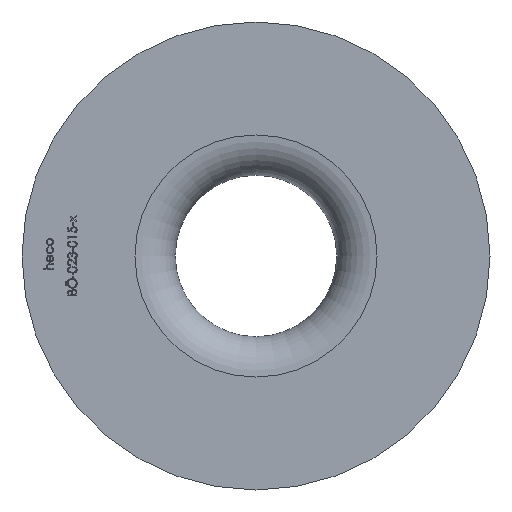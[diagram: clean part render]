
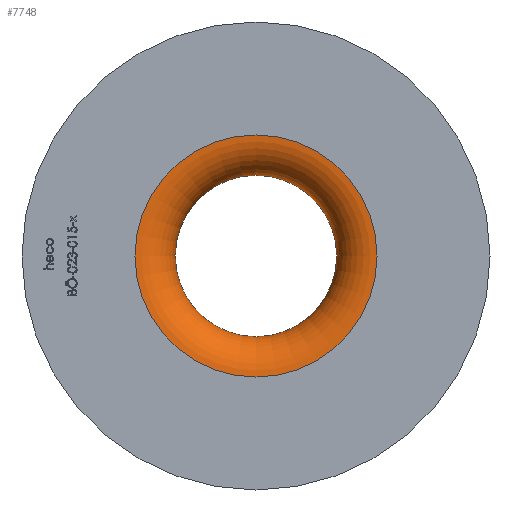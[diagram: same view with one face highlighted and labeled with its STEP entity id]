
A CAD part, left-side view. The second image highlights one B-rep face of the part: STEP entity #7748.
In plain terms, the highlighted toroidal (fillet/blend) face has major radius 15 mm and minor radius 5 mm.
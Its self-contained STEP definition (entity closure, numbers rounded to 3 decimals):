
#1 = DIRECTION ( 'NONE',  ( -1., 0., 0. ) ) ;
#225 = FACE_OUTER_BOUND ( 'NONE', #937, .T. ) ;
#610 = DIRECTION ( 'NONE',  ( -1., 0., 0. ) ) ;
#734 = CARTESIAN_POINT ( 'NONE',  ( 5., 0., 10. ) ) ;
#937 = EDGE_LOOP ( 'NONE', ( #10575 ) ) ;
#3058 = CARTESIAN_POINT ( 'NONE',  ( 0., 0., 0. ) ) ;
#3573 = EDGE_LOOP ( 'NONE', ( #10073 ) ) ;
#3683 = EDGE_CURVE ( 'NONE', #7794, #7794, #6767, .T. ) ;
#4227 = VERTEX_POINT ( 'NONE', #12429 ) ;
#4817 = FACE_OUTER_BOUND ( 'NONE', #3573, .T. ) ;
#5476 = DIRECTION ( 'NONE',  ( 0., 0., 1. ) ) ;
#6767 = CIRCLE ( 'NONE', #12118, 10. ) ;
#6807 = EDGE_CURVE ( 'NONE', #4227, #4227, #13807, .T. ) ;
#7748 = ADVANCED_FACE ( 'NONE', ( #225, #4817 ), #9369, .T. ) ;
#7794 = VERTEX_POINT ( 'NONE', #734 ) ;
#8207 = CARTESIAN_POINT ( 'NONE',  ( 5., 0., 0. ) ) ;
#8888 = DIRECTION ( 'NONE',  ( 0., 0., 1. ) ) ;
#9369 = TOROIDAL_SURFACE ( 'NONE', #13270, 15., 5. ) ;
#9838 = CARTESIAN_POINT ( 'NONE',  ( 5., 0., 0. ) ) ;
#10073 = ORIENTED_EDGE ( 'NONE', *, *, #6807, .T. ) ;
#10575 = ORIENTED_EDGE ( 'NONE', *, *, #3683, .F. ) ;
#12118 = AXIS2_PLACEMENT_3D ( 'NONE', #9838, #12205, #5476 ) ;
#12205 = DIRECTION ( 'NONE',  ( -1., 0., 0. ) ) ;
#12429 = CARTESIAN_POINT ( 'NONE',  ( 0., 0., 15. ) ) ;
#13270 = AXIS2_PLACEMENT_3D ( 'NONE', #8207, #1, #14090 ) ;
#13807 = CIRCLE ( 'NONE', #15011, 15. ) ;
#14090 = DIRECTION ( 'NONE',  ( 0., 0., 1. ) ) ;
#15011 = AXIS2_PLACEMENT_3D ( 'NONE', #3058, #610, #8888 ) ;
